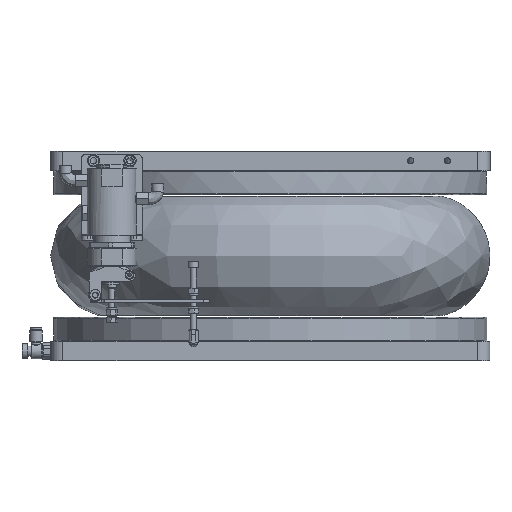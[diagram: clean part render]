
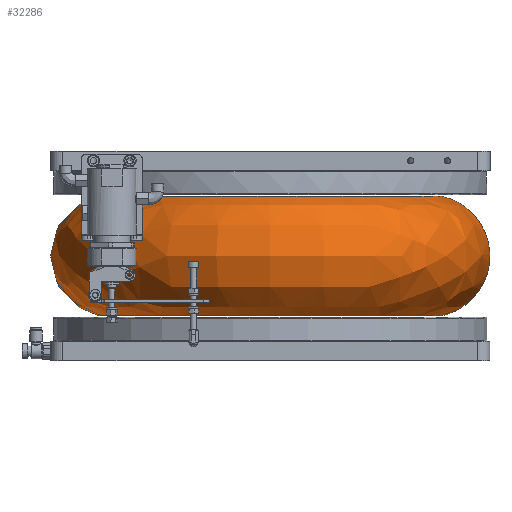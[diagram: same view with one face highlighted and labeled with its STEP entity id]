
A CAD part, left-side view. The second image highlights one B-rep face of the part: STEP entity #32286.
In plain terms, the highlighted free-form (B-spline) face has degree [3, 3] with [4, 7] control points.
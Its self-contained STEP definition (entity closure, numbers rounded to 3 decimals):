
#1939 = CARTESIAN_POINT ( 'NONE',  ( -286.46, 182.339, 187.477 ) ) ;
#2388 = CARTESIAN_POINT ( 'NONE',  ( 410.219, -166., 104.105 ) ) ;
#2828 = FACE_OUTER_BOUND ( 'NONE', #26842, .T. ) ;
#5122 = AXIS2_PLACEMENT_3D ( 'NONE', #32883, #5762, #16168 ) ;
#5323 = CARTESIAN_POINT ( 'NONE',  ( -151.6, -166., 104.105 ) ) ;
#5549 = CARTESIAN_POINT ( 'NONE',  ( 129.309, -166., 104.105 ) ) ;
#5762 = DIRECTION ( 'NONE',  ( 0., 0., -1. ) ) ;
#6213 = CARTESIAN_POINT ( 'NONE',  ( 410.219, 114.909, 104.105 ) ) ;
#6322 =( BOUNDED_SURFACE ( )  B_SPLINE_SURFACE ( 3, 3, ( 
 ( #12978, #8702, #9369, #29502, #23407, #43696, #15720 ),
 ( #36235, #15940, #44135, #26116, #1939, #12314, #43471 ),
 ( #40086, #12545, #9151, #37136, #16392, #39859, #8929 ),
 ( #30164, #2388, #6213, #33759, #12769, #5323, #5549 ) ),
 .UNSPECIFIED., .F., .T., .T. ) 
 B_SPLINE_SURFACE_WITH_KNOTS ( ( 4, 4 ),
 ( 4, 3, 4 ),
 ( 0., 1. ),
 ( 0., 0.5, 1. ),
 .UNSPECIFIED. ) 
 GEOMETRIC_REPRESENTATION_ITEM ( )  RATIONAL_B_SPLINE_SURFACE ( (
 ( 1., 0.333, 0.333, 1., 0.333, 0.333, 1.),
 ( 0.473, 0.158, 0.158, 0.473, 0.158, 0.158, 0.473),
 ( 0.473, 0.158, 0.158, 0.473, 0.158, 0.158, 0.473),
 ( 1., 0.333, 0.333, 1., 0.333, 0.333, 1.) ) ) 
 REPRESENTATION_ITEM ( '' )  SURFACE ( )  );
#8702 = CARTESIAN_POINT ( 'NONE',  ( 410.219, -166., 201.895 ) ) ;
#8929 = CARTESIAN_POINT ( 'NONE',  ( 129.309, -233.43, 118.523 ) ) ;
#9151 = CARTESIAN_POINT ( 'NONE',  ( 545.079, 182.339, 118.523 ) ) ;
#9369 = CARTESIAN_POINT ( 'NONE',  ( 410.219, 114.909, 201.895 ) ) ;
#11215 = VERTEX_POINT ( 'NONE', #21846 ) ;
#11961 = EDGE_LOOP ( 'NONE', ( #24952 ) ) ;
#12314 = CARTESIAN_POINT ( 'NONE',  ( -286.46, -233.43, 187.477 ) ) ;
#12545 = CARTESIAN_POINT ( 'NONE',  ( 545.079, -233.43, 118.523 ) ) ;
#12769 = CARTESIAN_POINT ( 'NONE',  ( -151.6, 114.909, 104.105 ) ) ;
#12978 = CARTESIAN_POINT ( 'NONE',  ( 129.309, -166., 201.895 ) ) ;
#13781 = ORIENTED_EDGE ( 'NONE', *, *, #32569, .T. ) ;
#15720 = CARTESIAN_POINT ( 'NONE',  ( 129.309, -166., 201.895 ) ) ;
#15940 = CARTESIAN_POINT ( 'NONE',  ( 545.079, -233.43, 187.477 ) ) ;
#16168 = DIRECTION ( 'NONE',  ( 0., -1., 0. ) ) ;
#16392 = CARTESIAN_POINT ( 'NONE',  ( -286.46, 182.339, 118.523 ) ) ;
#17073 = CARTESIAN_POINT ( 'NONE',  ( 129.309, -25.546, 104.105 ) ) ;
#20690 = DIRECTION ( 'NONE',  ( 0., -1., 0. ) ) ;
#21408 = VERTEX_POINT ( 'NONE', #41688 ) ;
#21846 = CARTESIAN_POINT ( 'NONE',  ( 129.309, -166., 104.105 ) ) ;
#22519 = FACE_OUTER_BOUND ( 'NONE', #11961, .T. ) ;
#23407 = CARTESIAN_POINT ( 'NONE',  ( -151.6, 114.909, 201.895 ) ) ;
#24077 = DIRECTION ( 'NONE',  ( 0., 0., 1. ) ) ;
#24952 = ORIENTED_EDGE ( 'NONE', *, *, #32333, .T. ) ;
#25336 = CIRCLE ( 'NONE', #5122, 140.455 ) ;
#26116 = CARTESIAN_POINT ( 'NONE',  ( 129.309, 182.339, 187.477 ) ) ;
#26842 = EDGE_LOOP ( 'NONE', ( #13781 ) ) ;
#28243 = CIRCLE ( 'NONE', #32533, 140.455 ) ;
#29502 = CARTESIAN_POINT ( 'NONE',  ( 129.309, 114.909, 201.895 ) ) ;
#30164 = CARTESIAN_POINT ( 'NONE',  ( 129.309, -166., 104.105 ) ) ;
#32286 = ADVANCED_FACE ( 'NONE', ( #2828, #22519 ), #6322, .T. ) ;
#32333 = EDGE_CURVE ( 'NONE', #21408, #21408, #25336, .T. ) ;
#32533 = AXIS2_PLACEMENT_3D ( 'NONE', #17073, #24077, #20690 ) ;
#32569 = EDGE_CURVE ( 'NONE', #11215, #11215, #28243, .T. ) ;
#32883 = CARTESIAN_POINT ( 'NONE',  ( 129.309, -25.546, 201.895 ) ) ;
#33759 = CARTESIAN_POINT ( 'NONE',  ( 129.309, 114.909, 104.105 ) ) ;
#36235 = CARTESIAN_POINT ( 'NONE',  ( 129.309, -233.43, 187.477 ) ) ;
#37136 = CARTESIAN_POINT ( 'NONE',  ( 129.309, 182.339, 118.523 ) ) ;
#39859 = CARTESIAN_POINT ( 'NONE',  ( -286.46, -233.43, 118.523 ) ) ;
#40086 = CARTESIAN_POINT ( 'NONE',  ( 129.309, -233.43, 118.523 ) ) ;
#41688 = CARTESIAN_POINT ( 'NONE',  ( 129.309, -166., 201.895 ) ) ;
#43471 = CARTESIAN_POINT ( 'NONE',  ( 129.309, -233.43, 187.477 ) ) ;
#43696 = CARTESIAN_POINT ( 'NONE',  ( -151.6, -166., 201.895 ) ) ;
#44135 = CARTESIAN_POINT ( 'NONE',  ( 545.079, 182.339, 187.477 ) ) ;
